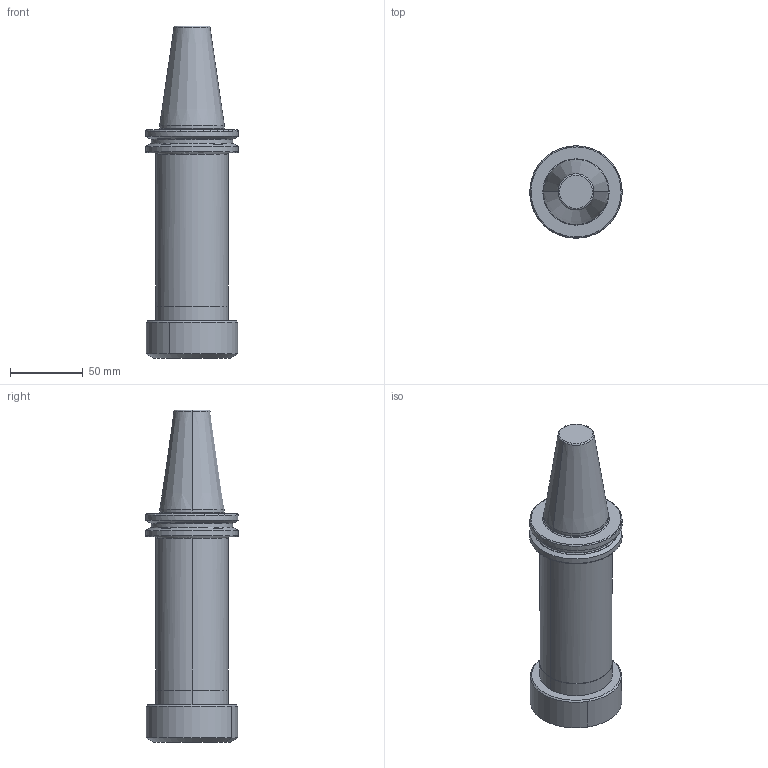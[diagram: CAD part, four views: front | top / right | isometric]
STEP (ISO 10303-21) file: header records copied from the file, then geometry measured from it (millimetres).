
FILE_DESCRIPTION(/* description */ (''),/* implementation_level */ '2;1');
FILE_NAME(/* name */ '1659690648752.stp',/* time_stamp */ '2022-08-05T14:40:57+05:00',/* author */ (''),/* organization */ ('SMS'),/* preprocessor_version */ 'ST-DEVELOPER v16.7',/* originating_system */ 'SIEMENS PLM Software NX 12.0',/* authorisation */ '');
FILE_SCHEMA (('AUTOMOTIVE_DESIGN { 1 0 10303 214 3 1 1 1 }'));
Length unit declared in the file: millimetre
Products named in the file (1): 204264429mod000_00
Bounding box: 63.5 x 63.5 x 228.25 mm (x, y, z)
Volume: 418453.3 mm3; surface area: 41699.5 mm2
Topology: 1 solids, 1 shells, 47 faces, 103 edges, 66 vertices
Faces by surface type: cone 12, plane 11, cylinder 11, torus 9, revolution 4
Full cylindrical faces by diameter (mm): 56 x1, 63.5 x2
Entity records: 1503 total; most frequent: CARTESIAN_POINT 456, DIRECTION 214, ORIENTED_EDGE 188, AXIS2_PLACEMENT_3D 96, EDGE_CURVE 94, VERTEX_POINT 63, EDGE_LOOP 61, CIRCLE 49
